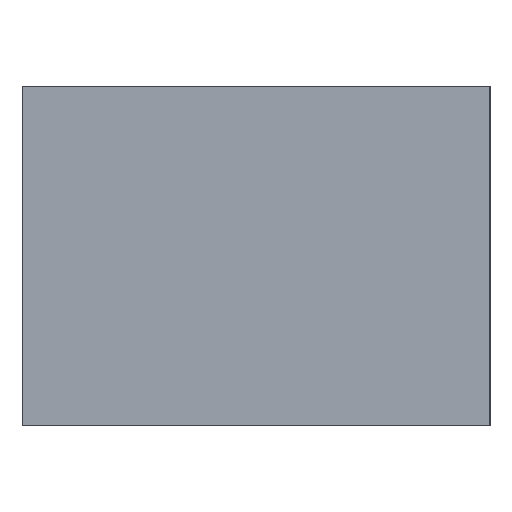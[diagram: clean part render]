
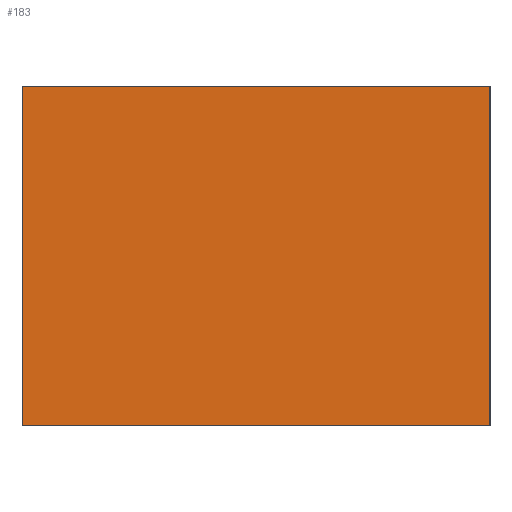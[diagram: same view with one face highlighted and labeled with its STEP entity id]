
A CAD part, left-side view. The second image highlights one B-rep face of the part: STEP entity #183.
In plain terms, the highlighted planar face has unit normal (-1, 0, 0).
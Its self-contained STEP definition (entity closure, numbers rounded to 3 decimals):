
#17=PLANE('',#221);
#29=FACE_OUTER_BOUND('',#39,.T.);
#39=EDGE_LOOP('',(#149,#150,#151,#152));
#51=LINE('',#311,#67);
#52=LINE('',#313,#68);
#53=LINE('',#315,#69);
#54=LINE('',#316,#70);
#67=VECTOR('',#259,10.);
#68=VECTOR('',#260,10.);
#69=VECTOR('',#261,10.);
#70=VECTOR('',#262,10.);
#97=VERTEX_POINT('',#309);
#98=VERTEX_POINT('',#310);
#99=VERTEX_POINT('',#312);
#100=VERTEX_POINT('',#314);
#117=EDGE_CURVE('',#97,#98,#51,.T.);
#118=EDGE_CURVE('',#98,#99,#52,.T.);
#119=EDGE_CURVE('',#100,#99,#53,.T.);
#120=EDGE_CURVE('',#97,#100,#54,.T.);
#149=ORIENTED_EDGE('',*,*,#117,.T.);
#150=ORIENTED_EDGE('',*,*,#118,.T.);
#151=ORIENTED_EDGE('',*,*,#119,.F.);
#152=ORIENTED_EDGE('',*,*,#120,.F.);
#183=ADVANCED_FACE('',(#29),#17,.T.);
#221=AXIS2_PLACEMENT_3D('',#308,#257,#258);
#257=DIRECTION('center_axis',(-1.,0.,0.));
#258=DIRECTION('ref_axis',(0.,-1.,0.));
#259=DIRECTION('',(0.,-1.,0.));
#260=DIRECTION('',(0.,0.,1.));
#261=DIRECTION('',(0.,-1.,0.));
#262=DIRECTION('',(0.,0.,1.));
#308=CARTESIAN_POINT('Origin',(-10.,3.45,0.));
#309=CARTESIAN_POINT('',(-10.,3.45,0.));
#310=CARTESIAN_POINT('',(-10.,-3.45,0.));
#311=CARTESIAN_POINT('',(-10.,3.45,0.));
#312=CARTESIAN_POINT('',(-10.,-3.45,5.));
#313=CARTESIAN_POINT('',(-10.,-3.45,0.));
#314=CARTESIAN_POINT('',(-10.,3.45,5.));
#315=CARTESIAN_POINT('',(-10.,3.45,5.));
#316=CARTESIAN_POINT('',(-10.,3.45,0.));
